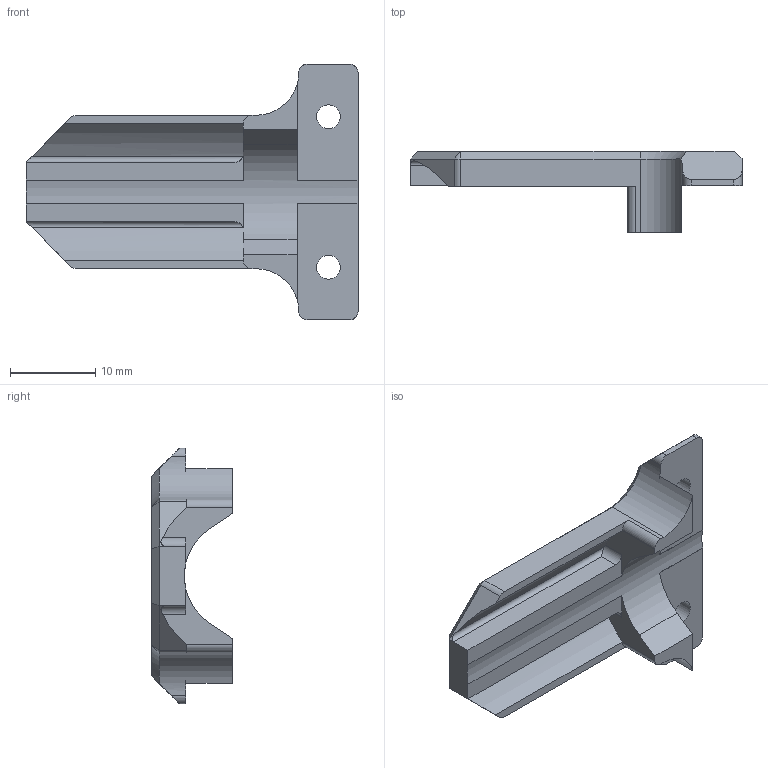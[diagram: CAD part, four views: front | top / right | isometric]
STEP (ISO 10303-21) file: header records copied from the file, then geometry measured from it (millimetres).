
FILE_DESCRIPTION (( 'STEP AP214' ), '1' );
FILE_NAME ('NOIDCORE_Pusher_Guide_High_Straight_V1.STEP', '2023-03-21T18:21:54', ( '' ), ( '' ), 'SwSTEP 2.0', 'SolidWorks 2020', '' );
FILE_SCHEMA (( 'AUTOMOTIVE_DESIGN' ));
Length unit declared in the file: millimetre
Products named in the file (1): NOIDCORE_Pusher_Guide_High_Straight_V1
Bounding box: 38.94 x 9.5 x 30 mm (x, y, z)
Volume: 2754.5 mm3; surface area: 2465.4 mm2
Topology: 1 solids, 1 shells, 338 faces, 950 edges, 630 vertices
Faces by surface type: plane 171, bspline 138, cylinder 25, cone 4
Entity records: 13808 total; most frequent: CARTESIAN_POINT 5993, ORIENTED_EDGE 1900, DIRECTION 1108, EDGE_CURVE 950, VERTEX_POINT 630, LINE 606, VECTOR 606, EDGE_LOOP 358
